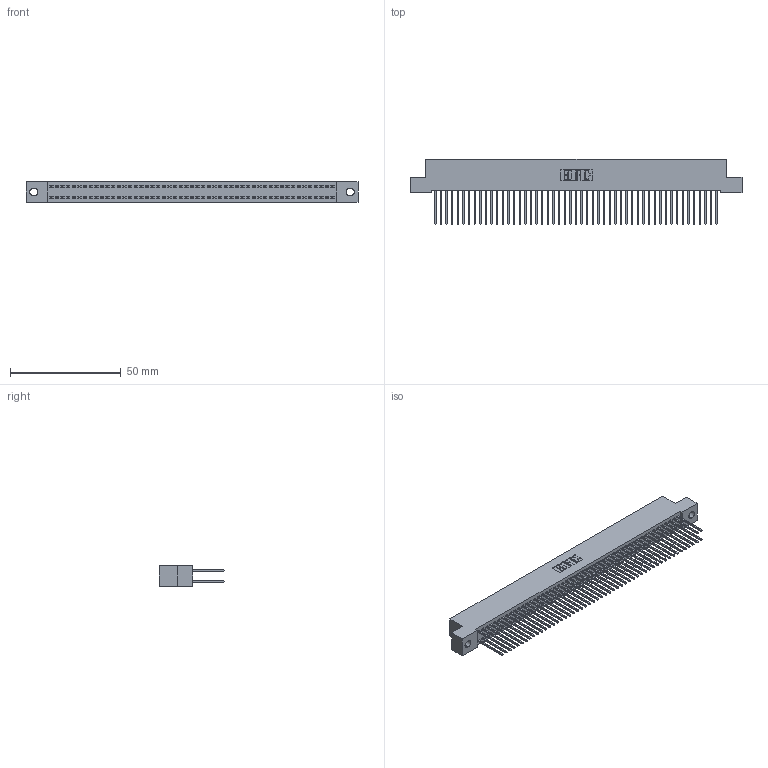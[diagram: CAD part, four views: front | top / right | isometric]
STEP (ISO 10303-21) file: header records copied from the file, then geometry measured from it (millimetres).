
FILE_DESCRIPTION (( 'STEP AP203' ), '1' );
FILE_NAME ('392-102-540-202.STEP', '2018-08-18T18:53:22', ( '' ), ( '' ), 'SwSTEP 2.0', 'SolidWorks 2016', '' );
FILE_SCHEMA (( 'CONFIG_CONTROL_DESIGN' ));
Length unit declared in the file: inch
Products named in the file (3): 342 Part_.128 Slot; 345-292-001_345-293-140; 392-102-540-202
Assembly tree (103 placements, depth 2):
  392-102-540-202
    342 Part_.128 Slot
    345-292-001_345-293-140  x102
Bounding box: 149.86 x 29.47 x 9.4 mm (x, y, z)
Volume: 13842 mm3; surface area: 24231.6 mm2
Topology: 103 solids, 103 shells, 5418 faces, 16121 edges, 10610 vertices
Faces by surface type: plane 3742, cylinder 1676
Entity records: 31667 total; most frequent: CARTESIAN_POINT 5238, ORIENTED_EDGE 5174, DIRECTION 4459, EDGE_CURVE 2587, LINE 2459, VECTOR 2459, VERTEX_POINT 1722, AXIS2_PLACEMENT_3D 1000
